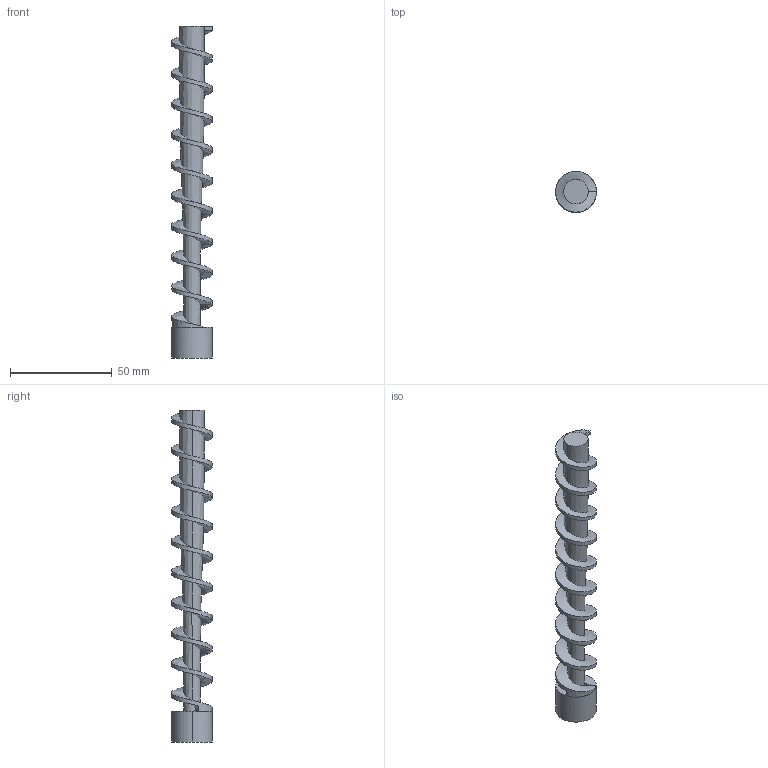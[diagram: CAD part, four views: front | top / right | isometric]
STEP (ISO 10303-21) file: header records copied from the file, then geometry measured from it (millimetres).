
FILE_DESCRIPTION(/* description */ (''),/* implementation_level */ '2;1');
FILE_NAME(/* name */ 'TESTAU~1',/* time_stamp */ '2015-10-29T23:14:03+01:00',/* author */ (''),/* organization */ (''),/* preprocessor_version */ 'ST-DEVELOPER v15',/* originating_system */ '',/* authorisation */ '');
FILE_SCHEMA (('AUTOMOTIVE_DESIGN'));
Length unit declared in the file: millimetre
Products named in the file (1): Document
Bounding box: 20 x 20 x 163 mm (x, y, z)
Surface area: 11630 mm2 (no closed solid volume)
Topology: 0 solids, 1 shells, 33 faces, 91 edges, 59 vertices
Faces by surface type: bspline 29, plane 4
Entity records: 23288 total; most frequent: CARTESIAN_POINT 22757, ORIENTED_EDGE 178, EDGE_CURVE 91, VERTEX_POINT 59, B_SPLINE_CURVE_WITH_KNOTS 53, ADVANCED_FACE 33, FACE_OUTER_BOUND 33, EDGE_LOOP 33
